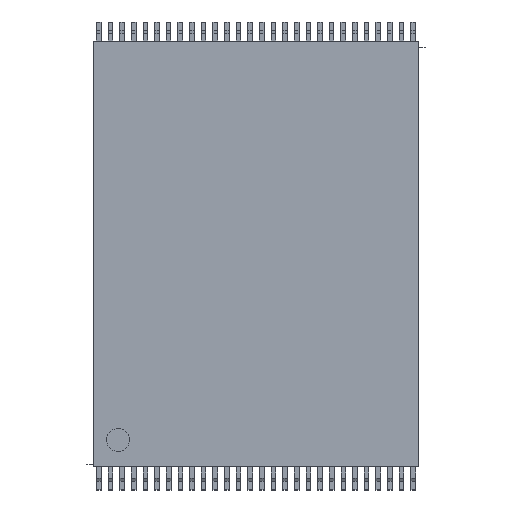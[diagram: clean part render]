
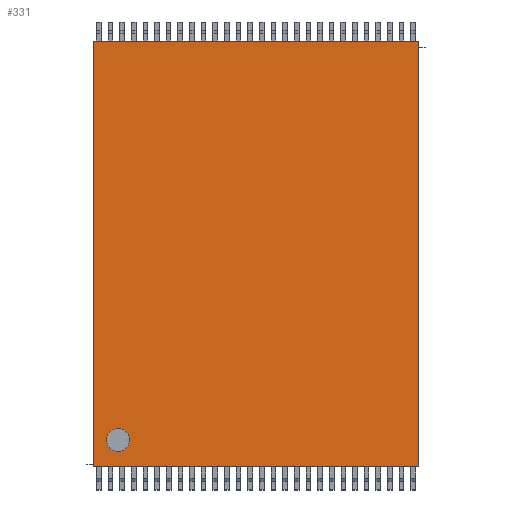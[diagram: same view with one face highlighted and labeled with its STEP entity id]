
A CAD part, top view. The second image highlights one B-rep face of the part: STEP entity #331.
In plain terms, the highlighted planar face has unit normal (0, 0, 1).
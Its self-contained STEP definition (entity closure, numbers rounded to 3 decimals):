
#327 = VERTEX_POINT ( 'NONE', #2129 ) ;
#328 = VERTEX_POINT ( 'NONE', #2192 ) ;
#329 = VERTEX_POINT ( 'NONE', #2191 ) ;
#331 = ADVANCED_FACE ( 'NONE', ( #1584 ), #1583, .T. ) ;
#332 = ORIENTED_EDGE ( 'NONE', *, *, #440, .F. ) ;
#333 = EDGE_CURVE ( 'NONE', #329, #327, #1566, .T. ) ;
#386 = ORIENTED_EDGE ( 'NONE', *, *, #333, .F. ) ;
#388 = EDGE_CURVE ( 'NONE', #328, #438, #1560, .T. ) ;
#389 = EDGE_LOOP ( 'NONE', ( #390, #386, #332, #437 ) ) ;
#390 = ORIENTED_EDGE ( 'NONE', *, *, #414, .F. ) ;
#414 = EDGE_CURVE ( 'NONE', #327, #328, #1617, .T. ) ;
#437 = ORIENTED_EDGE ( 'NONE', *, *, #388, .F. ) ;
#438 = VERTEX_POINT ( 'NONE', #1626 ) ;
#440 = EDGE_CURVE ( 'NONE', #438, #329, #1619, .T. ) ;
#1546 = CARTESIAN_POINT ( 'NONE',  ( 7., -9.15, 1.15 ) ) ;
#1557 = DIRECTION ( 'NONE',  ( 0., -1., 0. ) ) ;
#1558 = VECTOR ( 'NONE', #1557, 1000. ) ;
#1559 = CARTESIAN_POINT ( 'NONE',  ( 7., 9.15, 1.15 ) ) ;
#1560 = LINE ( 'NONE', #1559, #1558 ) ;
#1564 = VECTOR ( 'NONE', #1596, 1000. ) ;
#1565 = CARTESIAN_POINT ( 'NONE',  ( -7., -9.15, 1.15 ) ) ;
#1566 = LINE ( 'NONE', #1565, #1564 ) ;
#1567 = CARTESIAN_POINT ( 'NONE',  ( -7., -9.15, 1.15 ) ) ;
#1568 = AXIS2_PLACEMENT_3D ( 'NONE', #1567, #1594, #1593 ) ;
#1583 = PLANE ( 'NONE',  #1568 ) ;
#1584 = FACE_OUTER_BOUND ( 'NONE', #389, .T. ) ;
#1593 = DIRECTION ( 'NONE',  ( 1., 0., 0. ) ) ;
#1594 = DIRECTION ( 'NONE',  ( 0., 0., 1. ) ) ;
#1596 = DIRECTION ( 'NONE',  ( 0., 1., 0. ) ) ;
#1597 = DIRECTION ( 'NONE',  ( -1., 0., 0. ) ) ;
#1598 = VECTOR ( 'NONE', #1597, 1000. ) ;
#1617 = LINE ( 'NONE', #1651, #1650 ) ;
#1619 = LINE ( 'NONE', #1546, #1598 ) ;
#1626 = CARTESIAN_POINT ( 'NONE',  ( 7., -9.15, 1.15 ) ) ;
#1649 = DIRECTION ( 'NONE',  ( 1., 0., 0. ) ) ;
#1650 = VECTOR ( 'NONE', #1649, 1000. ) ;
#1651 = CARTESIAN_POINT ( 'NONE',  ( -7., 9.15, 1.15 ) ) ;
#2129 = CARTESIAN_POINT ( 'NONE',  ( -7., 9.15, 1.15 ) ) ;
#2191 = CARTESIAN_POINT ( 'NONE',  ( -7., -9.15, 1.15 ) ) ;
#2192 = CARTESIAN_POINT ( 'NONE',  ( 7., 9.15, 1.15 ) ) ;
